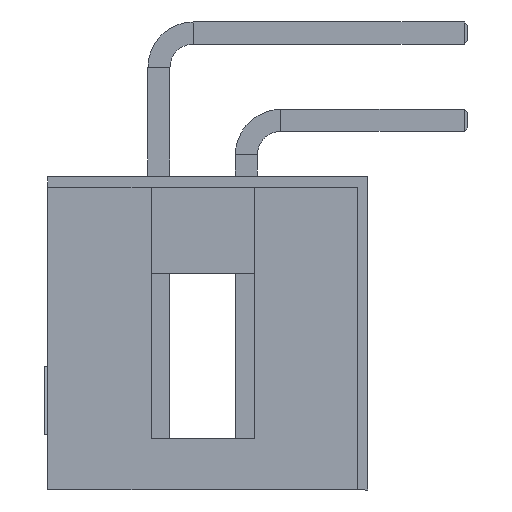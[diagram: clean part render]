
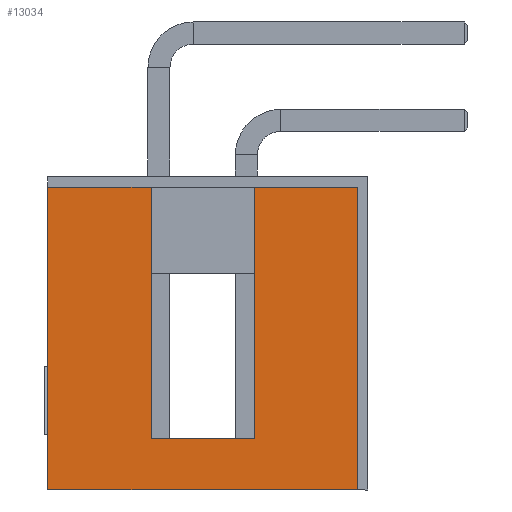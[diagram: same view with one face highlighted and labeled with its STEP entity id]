
A CAD part, left-side view. The second image highlights one B-rep face of the part: STEP entity #13034.
In plain terms, the highlighted planar face has unit normal (-1, 0, 0).
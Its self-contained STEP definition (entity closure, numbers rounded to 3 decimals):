
#362 = EDGE_CURVE ( 'NONE', #14031, #9931, #12256, .T. ) ;
#753 = LINE ( 'NONE', #6560, #11289 ) ;
#921 = CARTESIAN_POINT ( 'NONE',  ( -11.42, 6.3, -10.51 ) ) ;
#946 = CARTESIAN_POINT ( 'NONE',  ( -11.42, 3.3, -3.21 ) ) ;
#1118 = CARTESIAN_POINT ( 'NONE',  ( -11.42, 0.3, -12.01 ) ) ;
#1149 = LINE ( 'NONE', #8358, #10248 ) ;
#1206 = CARTESIAN_POINT ( 'NONE',  ( -11.42, 3.3, -10.51 ) ) ;
#1349 = CARTESIAN_POINT ( 'NONE',  ( -11.42, 4.8, -10.51 ) ) ;
#1402 = LINE ( 'NONE', #9940, #9828 ) ;
#1602 = EDGE_CURVE ( 'NONE', #6874, #10220, #13186, .T. ) ;
#2144 = EDGE_CURVE ( 'NONE', #14848, #8891, #8237, .T. ) ;
#2389 = DIRECTION ( 'NONE',  ( 0., 0., 1. ) ) ;
#2507 = ORIENTED_EDGE ( 'NONE', *, *, #1602, .T. ) ;
#2804 = VECTOR ( 'NONE', #10899, 1000. ) ;
#2840 = DIRECTION ( 'NONE',  ( 0., 0., 1. ) ) ;
#3127 = EDGE_CURVE ( 'NONE', #9931, #7409, #1402, .T. ) ;
#3751 = VECTOR ( 'NONE', #11228, 1000. ) ;
#5197 = CARTESIAN_POINT ( 'NONE',  ( -11.42, 4.8, -12.01 ) ) ;
#6267 = DIRECTION ( 'NONE',  ( 0., 0., 1. ) ) ;
#6375 = LINE ( 'NONE', #5197, #3751 ) ;
#6492 = ORIENTED_EDGE ( 'NONE', *, *, #12452, .T. ) ;
#6546 = CARTESIAN_POINT ( 'NONE',  ( -11.42, 4.8, -12.01 ) ) ;
#6560 = CARTESIAN_POINT ( 'NONE',  ( -11.42, 3.3, -10.51 ) ) ;
#6661 = EDGE_LOOP ( 'NONE', ( #12294, #14160, #7683, #13724, #9995, #6803, #6492, #2507 ) ) ;
#6803 = ORIENTED_EDGE ( 'NONE', *, *, #2144, .F. ) ;
#6840 = CARTESIAN_POINT ( 'NONE',  ( -11.42, 0.3, -12.01 ) ) ;
#6874 = VERTEX_POINT ( 'NONE', #6840 ) ;
#6899 = CARTESIAN_POINT ( 'NONE',  ( -11.42, 9.3, -3.21 ) ) ;
#7090 = DIRECTION ( 'NONE',  ( 0., 1., 0. ) ) ;
#7409 = VERTEX_POINT ( 'NONE', #8492 ) ;
#7683 = ORIENTED_EDGE ( 'NONE', *, *, #362, .T. ) ;
#8085 = CARTESIAN_POINT ( 'NONE',  ( -11.42, 0.3, -3.21 ) ) ;
#8237 = LINE ( 'NONE', #14451, #2804 ) ;
#8358 = CARTESIAN_POINT ( 'NONE',  ( -11.42, 4.8, -3.21 ) ) ;
#8492 = CARTESIAN_POINT ( 'NONE',  ( -11.42, 6.3, -3.21 ) ) ;
#8530 = EDGE_CURVE ( 'NONE', #15317, #10220, #1149, .T. ) ;
#8584 = AXIS2_PLACEMENT_3D ( 'NONE', #6546, #11650, #10450 ) ;
#8891 = VERTEX_POINT ( 'NONE', #6899 ) ;
#9217 = EDGE_CURVE ( 'NONE', #14031, #15317, #753, .T. ) ;
#9604 = CARTESIAN_POINT ( 'NONE',  ( -11.42, 4.8, -3.21 ) ) ;
#9739 = DIRECTION ( 'NONE',  ( 0., -1., 0. ) ) ;
#9828 = VECTOR ( 'NONE', #6267, 1000. ) ;
#9918 = LINE ( 'NONE', #9604, #14088 ) ;
#9931 = VERTEX_POINT ( 'NONE', #921 ) ;
#9940 = CARTESIAN_POINT ( 'NONE',  ( -11.42, 6.3, -10.51 ) ) ;
#9995 = ORIENTED_EDGE ( 'NONE', *, *, #15676, .F. ) ;
#10220 = VERTEX_POINT ( 'NONE', #8085 ) ;
#10248 = VECTOR ( 'NONE', #9739, 1000. ) ;
#10292 = PLANE ( 'NONE',  #8584 ) ;
#10450 = DIRECTION ( 'NONE',  ( 0., 1., 0. ) ) ;
#10899 = DIRECTION ( 'NONE',  ( 0., 0., 1. ) ) ;
#11228 = DIRECTION ( 'NONE',  ( 0., -1., 0. ) ) ;
#11289 = VECTOR ( 'NONE', #2840, 1000. ) ;
#11316 = CARTESIAN_POINT ( 'NONE',  ( -11.42, 9.3, -12.01 ) ) ;
#11650 = DIRECTION ( 'NONE',  ( -1., 0., 0. ) ) ;
#11940 = VECTOR ( 'NONE', #2389, 1000. ) ;
#12256 = LINE ( 'NONE', #1349, #13935 ) ;
#12294 = ORIENTED_EDGE ( 'NONE', *, *, #8530, .F. ) ;
#12452 = EDGE_CURVE ( 'NONE', #14848, #6874, #6375, .T. ) ;
#12727 = FACE_OUTER_BOUND ( 'NONE', #6661, .T. ) ;
#13034 = ADVANCED_FACE ( 'NONE', ( #12727 ), #10292, .T. ) ;
#13186 = LINE ( 'NONE', #1118, #11940 ) ;
#13724 = ORIENTED_EDGE ( 'NONE', *, *, #3127, .T. ) ;
#13935 = VECTOR ( 'NONE', #7090, 1000. ) ;
#14031 = VERTEX_POINT ( 'NONE', #1206 ) ;
#14088 = VECTOR ( 'NONE', #14430, 1000. ) ;
#14160 = ORIENTED_EDGE ( 'NONE', *, *, #9217, .F. ) ;
#14430 = DIRECTION ( 'NONE',  ( 0., -1., 0. ) ) ;
#14451 = CARTESIAN_POINT ( 'NONE',  ( -11.42, 9.3, -12.01 ) ) ;
#14848 = VERTEX_POINT ( 'NONE', #11316 ) ;
#15317 = VERTEX_POINT ( 'NONE', #946 ) ;
#15676 = EDGE_CURVE ( 'NONE', #8891, #7409, #9918, .T. ) ;
